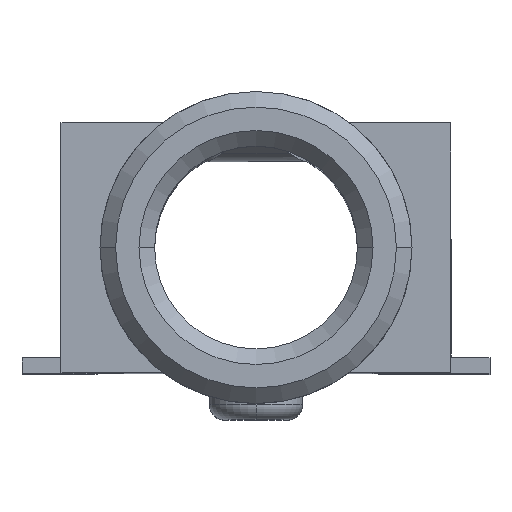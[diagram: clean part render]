
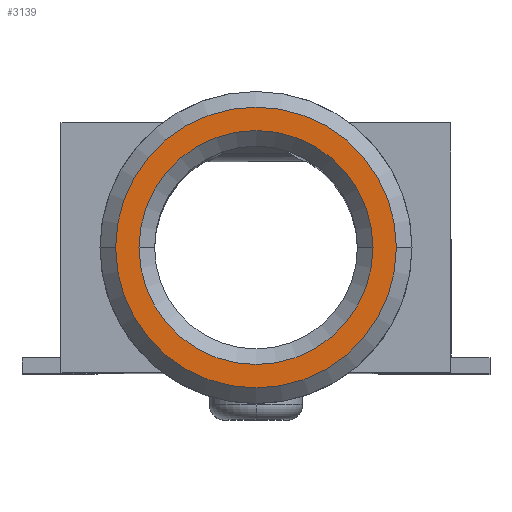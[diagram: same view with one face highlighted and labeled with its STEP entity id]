
A CAD part, top view. The second image highlights one B-rep face of the part: STEP entity #3139.
In plain terms, the highlighted planar face has unit normal (0, 0, 1).
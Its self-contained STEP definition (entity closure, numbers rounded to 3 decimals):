
#70 = VERTEX_POINT ( 'NONE', #5229 ) ;
#259 = ORIENTED_EDGE ( 'NONE', *, *, #6359, .T. ) ;
#293 = DIRECTION ( 'NONE',  ( 1., 0., 0. ) ) ;
#556 = AXIS2_PLACEMENT_3D ( 'NONE', #1384, #2416, #293 ) ;
#574 = CARTESIAN_POINT ( 'NONE',  ( 1.5, 1.6, 1.5 ) ) ;
#1014 = EDGE_CURVE ( 'NONE', #6256, #70, #6664, .T. ) ;
#1279 = DIRECTION ( 'NONE',  ( 1., 0., 0. ) ) ;
#1322 = VERTEX_POINT ( 'NONE', #4808 ) ;
#1368 = CIRCLE ( 'NONE', #2794, 1.8 ) ;
#1384 = CARTESIAN_POINT ( 'NONE',  ( 0., 0., 1.5 ) ) ;
#1447 = CARTESIAN_POINT ( 'NONE',  ( 0., 1.6, 1.5 ) ) ;
#1681 = CARTESIAN_POINT ( 'NONE',  ( 0., 1.6, 1.5 ) ) ;
#2416 = DIRECTION ( 'NONE',  ( 0., 0., 1. ) ) ;
#2794 = AXIS2_PLACEMENT_3D ( 'NONE', #1447, #2950, #6609 ) ;
#2797 = DIRECTION ( 'NONE',  ( 1., 0., 0. ) ) ;
#2950 = DIRECTION ( 'NONE',  ( 0., 0., 1. ) ) ;
#3018 = EDGE_CURVE ( 'NONE', #6251, #1322, #1368, .T. ) ;
#3139 = ADVANCED_FACE ( 'NONE', ( #6733, #5341 ), #4966, .T. ) ;
#3282 = CARTESIAN_POINT ( 'NONE',  ( 0., 1.6, 1.5 ) ) ;
#3340 = AXIS2_PLACEMENT_3D ( 'NONE', #1681, #5310, #2797 ) ;
#3486 = CIRCLE ( 'NONE', #3340, 1.8 ) ;
#3725 = DIRECTION ( 'NONE',  ( 0., 0., -1. ) ) ;
#4390 = ORIENTED_EDGE ( 'NONE', *, *, #1014, .T. ) ;
#4469 = EDGE_LOOP ( 'NONE', ( #6756, #259 ) ) ;
#4808 = CARTESIAN_POINT ( 'NONE',  ( 1.8, 1.6, 1.5 ) ) ;
#4966 = PLANE ( 'NONE',  #556 ) ;
#5115 = ORIENTED_EDGE ( 'NONE', *, *, #5345, .T. ) ;
#5226 = DIRECTION ( 'NONE',  ( 1., 0., 0. ) ) ;
#5229 = CARTESIAN_POINT ( 'NONE',  ( -1.5, 1.6, 1.5 ) ) ;
#5242 = CARTESIAN_POINT ( 'NONE',  ( -1.8, 1.6, 1.5 ) ) ;
#5310 = DIRECTION ( 'NONE',  ( 0., 0., 1. ) ) ;
#5341 = FACE_OUTER_BOUND ( 'NONE', #4469, .T. ) ;
#5345 = EDGE_CURVE ( 'NONE', #70, #6256, #6047, .T. ) ;
#5792 = AXIS2_PLACEMENT_3D ( 'NONE', #5795, #3725, #5226 ) ;
#5795 = CARTESIAN_POINT ( 'NONE',  ( 0., 1.6, 1.5 ) ) ;
#6047 = CIRCLE ( 'NONE', #6502, 1.5 ) ;
#6160 = EDGE_LOOP ( 'NONE', ( #4390, #5115 ) ) ;
#6251 = VERTEX_POINT ( 'NONE', #5242 ) ;
#6256 = VERTEX_POINT ( 'NONE', #574 ) ;
#6359 = EDGE_CURVE ( 'NONE', #1322, #6251, #3486, .T. ) ;
#6453 = DIRECTION ( 'NONE',  ( 0., 0., -1. ) ) ;
#6502 = AXIS2_PLACEMENT_3D ( 'NONE', #3282, #6453, #1279 ) ;
#6609 = DIRECTION ( 'NONE',  ( 1., 0., 0. ) ) ;
#6664 = CIRCLE ( 'NONE', #5792, 1.5 ) ;
#6733 = FACE_BOUND ( 'NONE', #6160, .T. ) ;
#6756 = ORIENTED_EDGE ( 'NONE', *, *, #3018, .T. ) ;
